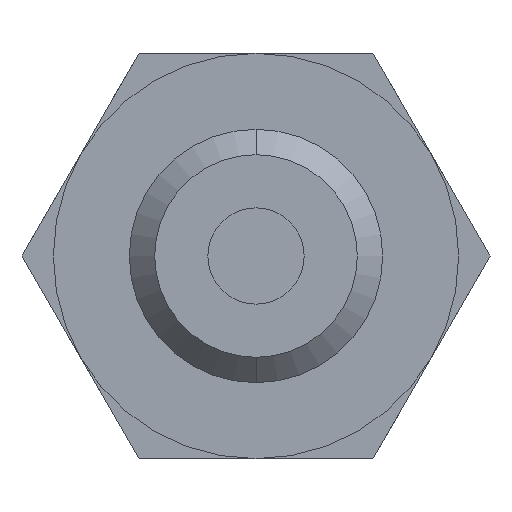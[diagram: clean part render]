
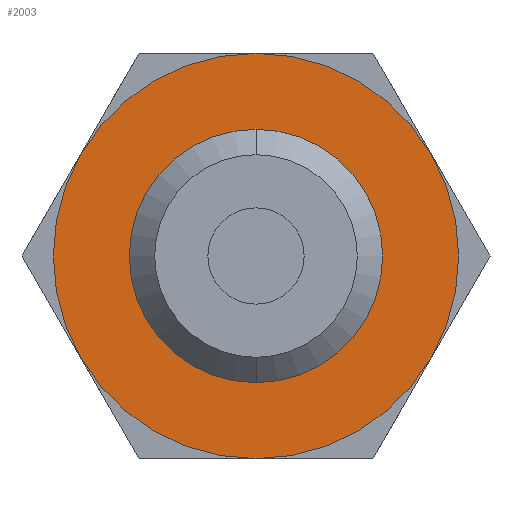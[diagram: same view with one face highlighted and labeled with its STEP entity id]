
A CAD part, front view. The second image highlights one B-rep face of the part: STEP entity #2003.
In plain terms, the highlighted planar face has unit normal (0, -1, 0).
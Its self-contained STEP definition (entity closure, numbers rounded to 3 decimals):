
#203 = DIRECTION ( 'NONE',  ( 0., 0., -1. ) ) ;
#204 = DIRECTION ( 'NONE',  ( 0., -1., 0. ) ) ;
#205 = CARTESIAN_POINT ( 'NONE',  ( 0., 5.2, 0. ) ) ;
#211 = AXIS2_PLACEMENT_3D ( 'NONE', #205, #204, #203 ) ;
#212 = CIRCLE ( 'NONE', #211, 4. ) ;
#960 = CARTESIAN_POINT ( 'NONE',  ( 0., 5.2, 4. ) ) ;
#990 = DIRECTION ( 'NONE',  ( 0., 0., -1. ) ) ;
#991 = DIRECTION ( 'NONE',  ( 0., -1., 0. ) ) ;
#992 = AXIS2_PLACEMENT_3D ( 'NONE', #994, #991, #990 ) ;
#994 = CARTESIAN_POINT ( 'NONE',  ( 0., 5.2, 0. ) ) ;
#995 = CIRCLE ( 'NONE', #992, 4. ) ;
#1069 = CARTESIAN_POINT ( 'NONE',  ( 0., 5.2, -4. ) ) ;
#1306 = CARTESIAN_POINT ( 'NONE',  ( 0., 5.2, 2.5 ) ) ;
#1326 = AXIS2_PLACEMENT_3D ( 'NONE', #1329, #1328, #1337 ) ;
#1328 = DIRECTION ( 'NONE',  ( 0., 1., 0. ) ) ;
#1329 = CARTESIAN_POINT ( 'NONE',  ( 0., 5.2, 0. ) ) ;
#1333 = CIRCLE ( 'NONE', #1326, 2.5 ) ;
#1337 = DIRECTION ( 'NONE',  ( 0., 0., -1. ) ) ;
#1339 = CARTESIAN_POINT ( 'NONE',  ( 0., 5.2, -2.5 ) ) ;
#1583 = EDGE_CURVE ( 'NONE', #1598, #1586, #995, .T. ) ;
#1586 = VERTEX_POINT ( 'NONE', #960 ) ;
#1598 = VERTEX_POINT ( 'NONE', #1069 ) ;
#1716 = VERTEX_POINT ( 'NONE', #1306 ) ;
#1739 = VERTEX_POINT ( 'NONE', #1339 ) ;
#1751 = EDGE_CURVE ( 'NONE', #1716, #1739, #1333, .T. ) ;
#1994 = EDGE_CURVE ( 'NONE', #1739, #1716, #2275, .T. ) ;
#1995 = ORIENTED_EDGE ( 'NONE', *, *, #1751, .T. ) ;
#1996 = ORIENTED_EDGE ( 'NONE', *, *, #1994, .T. ) ;
#1997 = EDGE_LOOP ( 'NONE', ( #1996, #1995 ) ) ;
#1998 = ORIENTED_EDGE ( 'NONE', *, *, #1583, .T. ) ;
#2000 = ORIENTED_EDGE ( 'NONE', *, *, #2067, .T. ) ;
#2003 = ADVANCED_FACE ( 'NONE', ( #2280, #2270 ), #2271, .T. ) ;
#2067 = EDGE_CURVE ( 'NONE', #1586, #1598, #212, .T. ) ;
#2109 = EDGE_LOOP ( 'NONE', ( #1998, #2000 ) ) ;
#2267 = DIRECTION ( 'NONE',  ( 0., 0., -1. ) ) ;
#2268 = CARTESIAN_POINT ( 'NONE',  ( 0., 5.2, 0. ) ) ;
#2269 = AXIS2_PLACEMENT_3D ( 'NONE', #2282, #2281, #2267 ) ;
#2270 = FACE_BOUND ( 'NONE', #1997, .T. ) ;
#2271 = PLANE ( 'NONE',  #2269 ) ;
#2272 = DIRECTION ( 'NONE',  ( 0., 0., -1. ) ) ;
#2273 = DIRECTION ( 'NONE',  ( 0., 1., 0. ) ) ;
#2274 = AXIS2_PLACEMENT_3D ( 'NONE', #2268, #2273, #2272 ) ;
#2275 = CIRCLE ( 'NONE', #2274, 2.5 ) ;
#2280 = FACE_OUTER_BOUND ( 'NONE', #2109, .T. ) ;
#2281 = DIRECTION ( 'NONE',  ( 0., -1., 0. ) ) ;
#2282 = CARTESIAN_POINT ( 'NONE',  ( 2.5, 5.2, 0. ) ) ;
